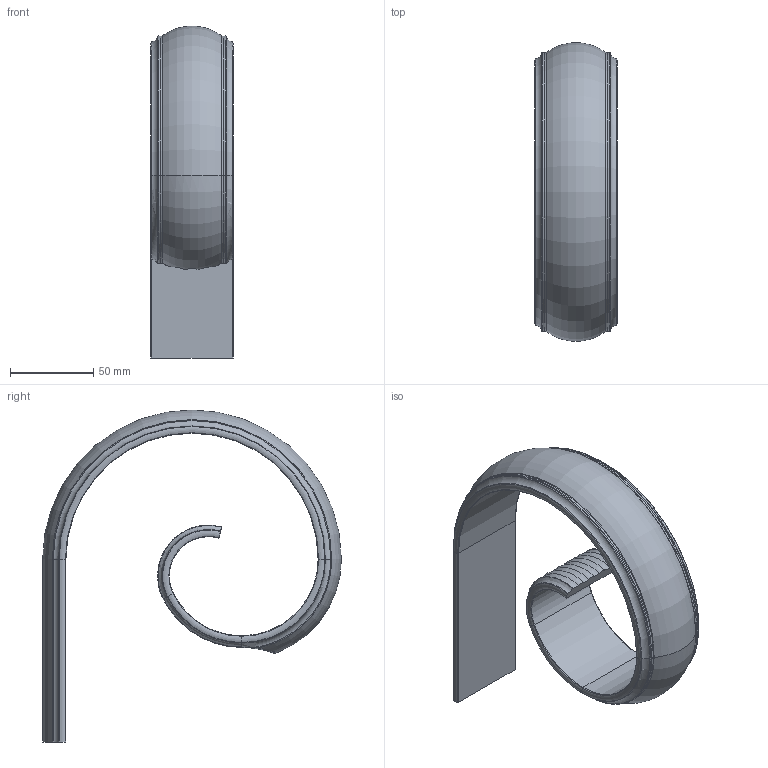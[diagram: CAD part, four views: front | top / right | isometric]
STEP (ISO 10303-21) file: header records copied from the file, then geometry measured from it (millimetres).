
FILE_DESCRIPTION (( 'STEP AP203' ), '1' );
FILE_NAME ('0512087.STEP', '2025-04-16T15:00:47', ( '' ), ( '' ), 'SwSTEP 2.0', 'SolidWorks 2023', '' );
FILE_SCHEMA (( 'CONFIG_CONTROL_DESIGN' ));
Length unit declared in the file: millimetre
Products named in the file (1): 0512087
Bounding box: 49.98 x 180 x 200 mm (x, y, z)
Volume: 266308.3 mm3; surface area: 66470.6 mm2
Topology: 4 solids, 4 shells, 123 faces, 325 edges, 210 vertices
Faces by surface type: torus 81, cylinder 22, bspline 11, plane 9
Entity records: 5517 total; most frequent: CARTESIAN_POINT 2308, DIRECTION 752, ORIENTED_EDGE 650, AXIS2_PLACEMENT_3D 362, EDGE_CURVE 325, CIRCLE 249, VERTEX_POINT 210, FACE_OUTER_BOUND 123
